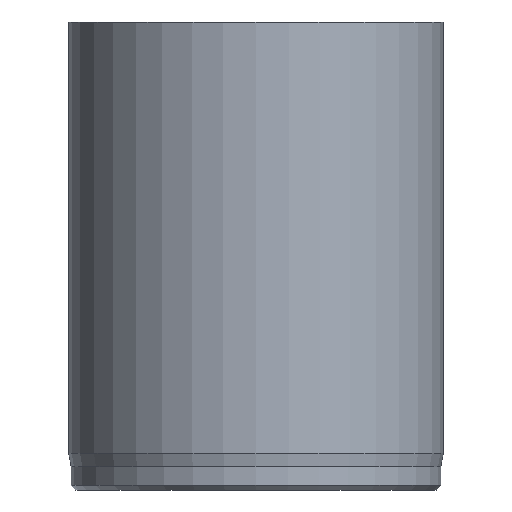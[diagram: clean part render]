
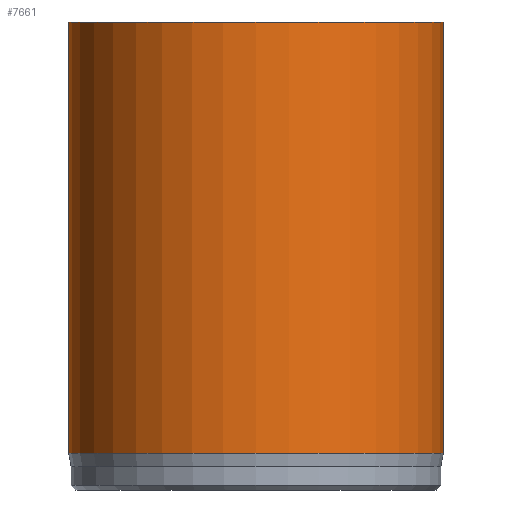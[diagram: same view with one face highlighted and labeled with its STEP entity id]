
A CAD part, front view. The second image highlights one B-rep face of the part: STEP entity #7661.
In plain terms, the highlighted cylindrical face has radius 8 mm (diameter 16 mm), a full revolution.
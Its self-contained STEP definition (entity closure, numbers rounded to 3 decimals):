
#31=CYLINDRICAL_SURFACE('',#7975,8.);
#44=CIRCLE('',#7952,8.);
#55=CIRCLE('',#7973,8.);
#56=CIRCLE('',#7974,8.);
#1060=FACE_OUTER_BOUND('',#1531,.T.);
#1531=EDGE_LOOP('',(#6924,#6925,#6926,#6927,#6928));
#2241=LINE('',#13863,#2957);
#2957=VECTOR('',#9179,8.);
#3678=VERTEX_POINT('',#13820);
#3689=VERTEX_POINT('',#13857);
#3690=VERTEX_POINT('',#13858);
#4758=EDGE_CURVE('',#3678,#3678,#44,.T.);
#4774=EDGE_CURVE('',#3689,#3690,#55,.T.);
#4775=EDGE_CURVE('',#3690,#3689,#56,.T.);
#4777=EDGE_CURVE('',#3678,#3689,#2241,.T.);
#6924=ORIENTED_EDGE('',*,*,#4758,.T.);
#6925=ORIENTED_EDGE('',*,*,#4777,.T.);
#6926=ORIENTED_EDGE('',*,*,#4774,.T.);
#6927=ORIENTED_EDGE('',*,*,#4775,.T.);
#6928=ORIENTED_EDGE('',*,*,#4777,.F.);
#7661=ADVANCED_FACE('',(#1060),#31,.T.);
#7952=AXIS2_PLACEMENT_3D('',#13821,#9125,#9126);
#7973=AXIS2_PLACEMENT_3D('',#13859,#9172,#9173);
#7974=AXIS2_PLACEMENT_3D('',#13860,#9174,#9175);
#7975=AXIS2_PLACEMENT_3D('',#13862,#9177,#9178);
#9125=DIRECTION('center_axis',(0.,0.,-1.));
#9126=DIRECTION('ref_axis',(-1.,0.,0.));
#9172=DIRECTION('center_axis',(0.,0.,1.));
#9173=DIRECTION('ref_axis',(-1.,0.,0.));
#9174=DIRECTION('center_axis',(0.,0.,1.));
#9175=DIRECTION('ref_axis',(-1.,0.,0.));
#9177=DIRECTION('center_axis',(0.,0.,1.));
#9178=DIRECTION('ref_axis',(-1.,0.,0.));
#9179=DIRECTION('',(0.,0.,-1.));
#13820=CARTESIAN_POINT('',(8.,0.,20.));
#13821=CARTESIAN_POINT('Origin',(0.,0.,20.));
#13857=CARTESIAN_POINT('',(8.,0.,1.567));
#13858=CARTESIAN_POINT('',(-8.,0.,1.567));
#13859=CARTESIAN_POINT('Origin',(0.,0.,1.567));
#13860=CARTESIAN_POINT('Origin',(0.,0.,1.567));
#13862=CARTESIAN_POINT('Origin',(0.,0.,0.));
#13863=CARTESIAN_POINT('',(8.,0.,0.));
